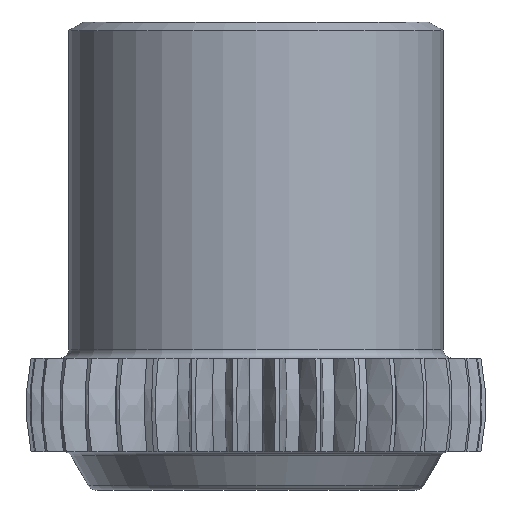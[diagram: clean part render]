
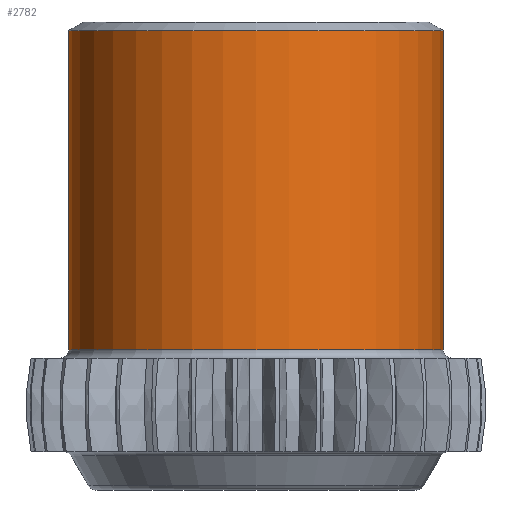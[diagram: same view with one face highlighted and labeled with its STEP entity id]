
A CAD part, left-side view. The second image highlights one B-rep face of the part: STEP entity #2782.
In plain terms, the highlighted cylindrical face has radius 22 mm (diameter 44 mm), a partial arc.
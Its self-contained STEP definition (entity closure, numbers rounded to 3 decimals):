
#3=DIRECTION('',(0.,0.,1.));
#4=VECTOR('',#3,37.5);
#5=CARTESIAN_POINT('',(0.,22.,6.5));
#6=LINE('',#5,#4);
#7=DIRECTION('',(0.,0.,1.));
#8=VECTOR('',#7,37.5);
#9=CARTESIAN_POINT('',(0.,-22.,6.5));
#10=LINE('',#9,#8);
#20=CARTESIAN_POINT('',(0.,0.,44.));
#21=DIRECTION('',(0.,0.,1.));
#22=DIRECTION('',(0.,1.,0.));
#23=AXIS2_PLACEMENT_3D('',#20,#21,#22);
#39=CARTESIAN_POINT('',(0.,0.,6.5));
#40=DIRECTION('',(0.,0.,1.));
#41=DIRECTION('',(0.,1.,0.));
#42=AXIS2_PLACEMENT_3D('',#39,#40,#41);
#2725=CARTESIAN_POINT('',(0.,22.,44.));
#2726=CARTESIAN_POINT('',(0.,-22.,44.));
#2727=VERTEX_POINT('',#2725);
#2728=VERTEX_POINT('',#2726);
#2729=CARTESIAN_POINT('',(0.,22.,6.5));
#2730=CARTESIAN_POINT('',(0.,-22.,6.5));
#2731=VERTEX_POINT('',#2729);
#2732=VERTEX_POINT('',#2730);
#2769=CARTESIAN_POINT('',(0.,0.,47.75));
#2770=DIRECTION('',(0.,0.,-1.));
#2771=DIRECTION('',(0.,-1.,0.));
#2772=AXIS2_PLACEMENT_3D('',#2769,#2770,#2771);
#2773=CYLINDRICAL_SURFACE('',#2772,22.);
#2774=ORIENTED_EDGE('',*,*,#2758,.T.);
#2776=ORIENTED_EDGE('',*,*,#2775,.T.);
#2777=ORIENTED_EDGE('',*,*,#2762,.F.);
#2779=ORIENTED_EDGE('',*,*,#2778,.F.);
#2780=EDGE_LOOP('',(#2774,#2776,#2777,#2779));
#2781=FACE_OUTER_BOUND('',#2780,.F.);
#2782=ADVANCED_FACE('',(#2781),#2773,.T.);
#24=CIRCLE('',#23,22.);
#43=CIRCLE('',#42,22.);
#2758=EDGE_CURVE('',#2731,#2727,#6,.T.);
#2762=EDGE_CURVE('',#2732,#2728,#10,.T.);
#2775=EDGE_CURVE('',#2727,#2728,#24,.T.);
#2778=EDGE_CURVE('',#2731,#2732,#43,.T.);
